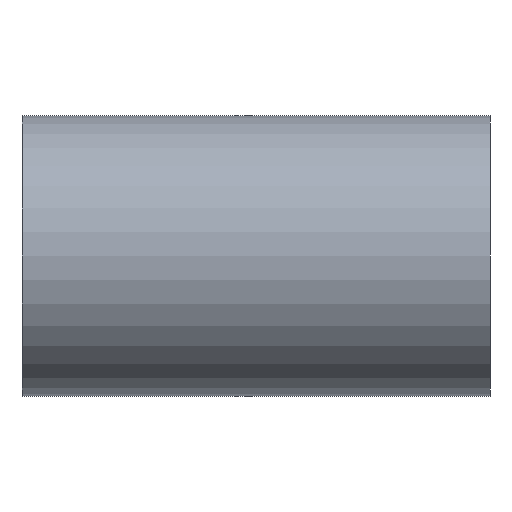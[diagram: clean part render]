
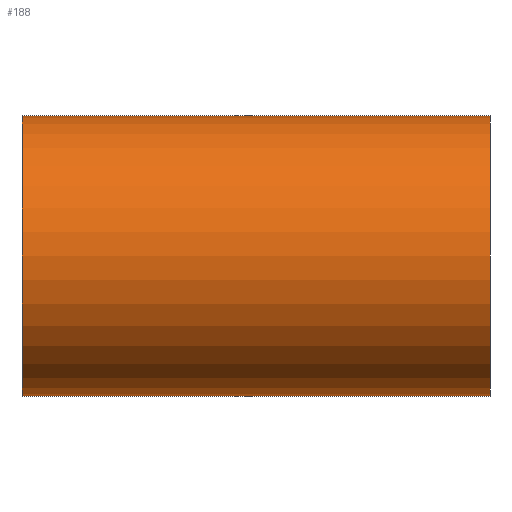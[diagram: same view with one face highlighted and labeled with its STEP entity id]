
A CAD part, front view. The second image highlights one B-rep face of the part: STEP entity #188.
In plain terms, the highlighted cylindrical face has radius 9 mm (diameter 18 mm), a partial arc.
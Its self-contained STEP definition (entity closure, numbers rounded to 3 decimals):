
#188 = ADVANCED_FACE ( 'NONE', ( #3183 ), #1262, .T. ) ;
#222 = AXIS2_PLACEMENT_3D ( 'NONE', #2051, #3235, #3564 ) ;
#245 = EDGE_CURVE ( 'NONE', #1251, #3786, #1034, .T. ) ;
#489 = DIRECTION ( 'NONE',  ( 0., 0., 1. ) ) ;
#833 = AXIS2_PLACEMENT_3D ( 'NONE', #4590, #2367, #489 ) ;
#923 = VERTEX_POINT ( 'NONE', #4020 ) ;
#1034 = LINE ( 'NONE', #2902, #2507 ) ;
#1184 = DIRECTION ( 'NONE',  ( 0., 0., 1. ) ) ;
#1241 = ORIENTED_EDGE ( 'NONE', *, *, #4397, .F. ) ;
#1251 = VERTEX_POINT ( 'NONE', #4406 ) ;
#1262 = CYLINDRICAL_SURFACE ( 'NONE', #222, 9. ) ;
#1278 = ORIENTED_EDGE ( 'NONE', *, *, #4245, .F. ) ;
#1531 = AXIS2_PLACEMENT_3D ( 'NONE', #2738, #3024, #1184 ) ;
#1777 = CARTESIAN_POINT ( 'NONE',  ( -18.775, 0., 9. ) ) ;
#1799 = VERTEX_POINT ( 'NONE', #2687 ) ;
#2051 = CARTESIAN_POINT ( 'NONE',  ( -28.306, 0., 0. ) ) ;
#2231 = LINE ( 'NONE', #4114, #2720 ) ;
#2330 = CIRCLE ( 'NONE', #833, 9. ) ;
#2367 = DIRECTION ( 'NONE',  ( -1., 0., 0. ) ) ;
#2415 = CIRCLE ( 'NONE', #1531, 9. ) ;
#2416 = EDGE_CURVE ( 'NONE', #1799, #1251, #2415, .T. ) ;
#2507 = VECTOR ( 'NONE', #2557, 1000. ) ;
#2557 = DIRECTION ( 'NONE',  ( -1., 0., 0. ) ) ;
#2606 = ORIENTED_EDGE ( 'NONE', *, *, #245, .T. ) ;
#2687 = CARTESIAN_POINT ( 'NONE',  ( 11.225, 0., -9. ) ) ;
#2720 = VECTOR ( 'NONE', #4856, 1000. ) ;
#2738 = CARTESIAN_POINT ( 'NONE',  ( 11.225, 0., 0. ) ) ;
#2902 = CARTESIAN_POINT ( 'NONE',  ( -28.306, 0., 9. ) ) ;
#2942 = ORIENTED_EDGE ( 'NONE', *, *, #2416, .T. ) ;
#3024 = DIRECTION ( 'NONE',  ( -1., 0., 0. ) ) ;
#3183 = FACE_OUTER_BOUND ( 'NONE', #3614, .T. ) ;
#3235 = DIRECTION ( 'NONE',  ( -1., 0., 0. ) ) ;
#3564 = DIRECTION ( 'NONE',  ( 0., 0., 1. ) ) ;
#3614 = EDGE_LOOP ( 'NONE', ( #1241, #2942, #2606, #1278 ) ) ;
#3786 = VERTEX_POINT ( 'NONE', #1777 ) ;
#4020 = CARTESIAN_POINT ( 'NONE',  ( -18.775, 0., -9. ) ) ;
#4114 = CARTESIAN_POINT ( 'NONE',  ( -28.306, 0., -9. ) ) ;
#4245 = EDGE_CURVE ( 'NONE', #923, #3786, #2330, .T. ) ;
#4397 = EDGE_CURVE ( 'NONE', #1799, #923, #2231, .T. ) ;
#4406 = CARTESIAN_POINT ( 'NONE',  ( 11.225, 0., 9. ) ) ;
#4590 = CARTESIAN_POINT ( 'NONE',  ( -18.775, 0., 0. ) ) ;
#4856 = DIRECTION ( 'NONE',  ( -1., 0., 0. ) ) ;
